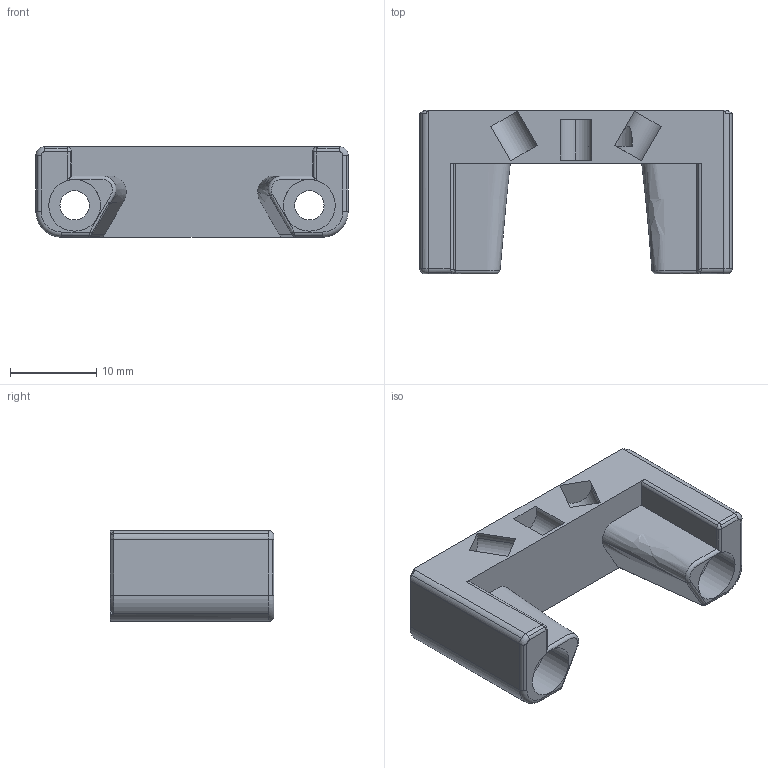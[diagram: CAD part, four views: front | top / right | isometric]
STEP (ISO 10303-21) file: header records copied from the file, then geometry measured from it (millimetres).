
FILE_DESCRIPTION (( 'STEP AP214' ), '1' );
FILE_NAME ('Copy of Probe Dock v0.2-75^kineklicky.STEP', '2022-03-19T02:24:28', ( '' ), ( '' ), 'SwSTEP 2.0', 'SolidWorks 2022', '' );
FILE_SCHEMA (( 'AUTOMOTIVE_DESIGN' ));
Length unit declared in the file: millimetre
Products named in the file (1): Copy of Probe Dock v0.2-75^kineklicky
Bounding box: 36.26 x 19 x 10.5 mm (x, y, z)
Volume: 3477.7 mm3; surface area: 2813 mm2
Topology: 1 solids, 1 shells, 103 faces, 275 edges, 172 vertices
Faces by surface type: cylinder 50, plane 26, bspline 15, cone 8, torus 4
Entity records: 4010 total; most frequent: CARTESIAN_POINT 1544, ORIENTED_EDGE 542, DIRECTION 464, EDGE_CURVE 271, AXIS2_PLACEMENT_3D 177, VERTEX_POINT 172, EDGE_LOOP 111, LINE 110
